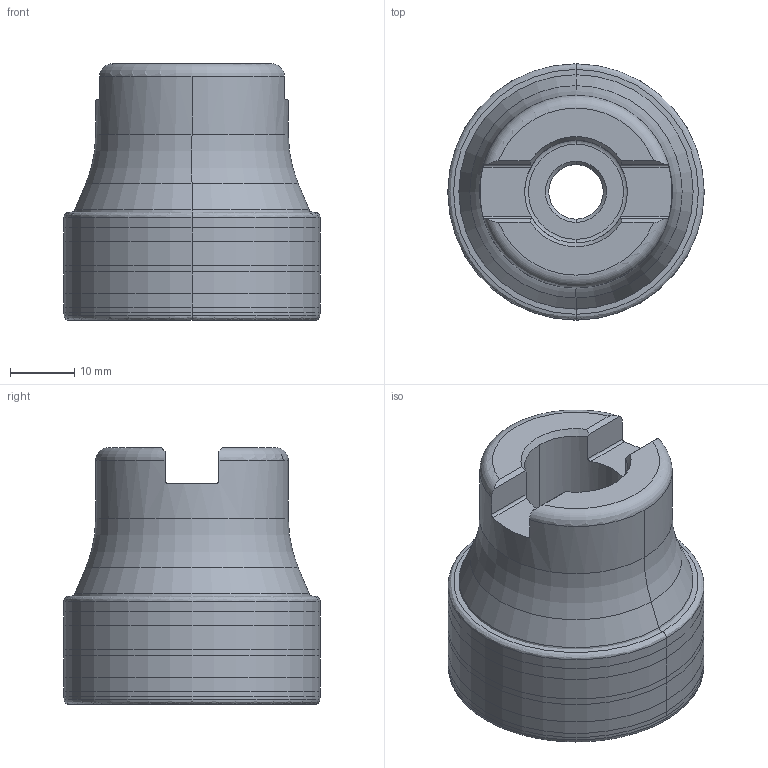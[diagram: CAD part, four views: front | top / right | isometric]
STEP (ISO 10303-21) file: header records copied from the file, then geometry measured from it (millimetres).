
FILE_DESCRIPTION((''),'2;1');
FILE_NAME('2J1G040R00','2015-10-31T',('nassauer'),(''),'PRO/ENGINEER BY PARAMETRIC TECHNOLOGY CORPORATION, 2011490','PRO/ENGINEER BY PARAMETRIC TECHNOLOGY CORPORATION, 2011490','');
FILE_SCHEMA(('AUTOMOTIVE_DESIGN { 1 2 10303 214 0 1 1 1 }'));
Length unit declared in the file: millimetre
Products named in the file (3): NOCUT; CUT; 2J1G040R00
Assembly tree (2 placements, depth 2):
  2J1G040R00
    NOCUT
    CUT
Bounding box: 39.92 x 39.92 x 40 mm (x, y, z)
Volume: 45207.3 mm3; surface area: 12351.8 mm2
Topology: 2 solids, 2 shells, 153 faces, 332 edges, 188 vertices
Faces by surface type: revolution 84, torus 20, plane 17, cylinder 16, cone 14, bspline 2
Entity records: 10590 total; most frequent: CARTESIAN_POINT 6140, ORIENTED_EDGE 656, DIRECTION 642, PRESENTATION_STYLE_ASSIGNMENT 340, STYLED_ITEM 340, CURVE_STYLE 338, EDGE_CURVE 328, AXIS2_PLACEMENT_3D 253
